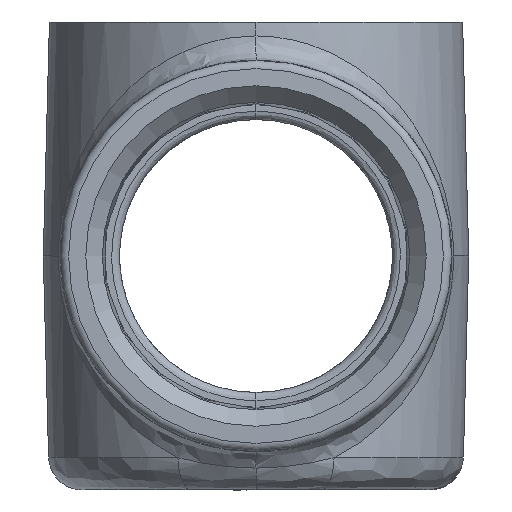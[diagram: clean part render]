
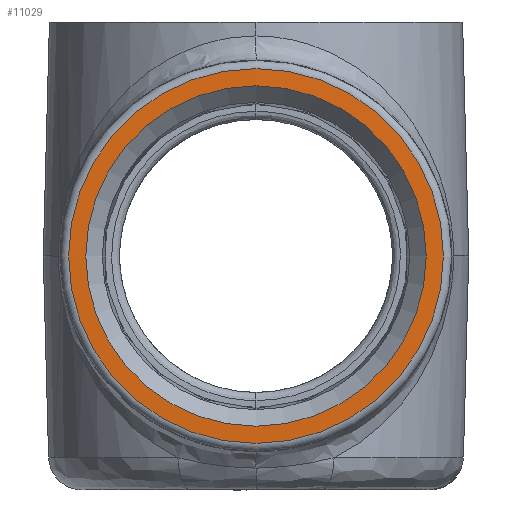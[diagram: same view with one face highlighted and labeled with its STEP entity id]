
A CAD part, left-side view. The second image highlights one B-rep face of the part: STEP entity #11029.
In plain terms, the highlighted conical face has half-angle 88.5 degrees and reference radius 36.513 mm.
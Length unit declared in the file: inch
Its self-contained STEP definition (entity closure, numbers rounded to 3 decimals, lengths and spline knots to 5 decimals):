
#118=CONICAL_SURFACE('',#11905,1.4375,1.545);
#1355=FACE_OUTER_BOUND('',#2023,.T.);
#2023=EDGE_LOOP('',(#8347,#8348,#8349,#8350,#8351,#8352));
#2760=LINE('',#20403,#3581);
#3581=VECTOR('',#13286,1.4375);
#4450=CIRCLE('',#11898,1.37664);
#4455=CIRCLE('',#11903,1.37664);
#4456=CIRCLE('',#11906,1.25);
#4457=CIRCLE('',#11907,1.25);
#4877=VERTEX_POINT('',#20340);
#4878=VERTEX_POINT('',#20341);
#4886=VERTEX_POINT('',#20399);
#4887=VERTEX_POINT('',#20400);
#6171=EDGE_CURVE('',#4877,#4878,#4450,.T.);
#6176=EDGE_CURVE('',#4878,#4877,#4455,.T.);
#6182=EDGE_CURVE('',#4886,#4887,#4456,.T.);
#6183=EDGE_CURVE('',#4887,#4886,#4457,.T.);
#6184=EDGE_CURVE('',#4886,#4878,#2760,.T.);
#8347=ORIENTED_EDGE('',*,*,#6182,.T.);
#8348=ORIENTED_EDGE('',*,*,#6183,.T.);
#8349=ORIENTED_EDGE('',*,*,#6184,.T.);
#8350=ORIENTED_EDGE('',*,*,#6171,.F.);
#8351=ORIENTED_EDGE('',*,*,#6176,.F.);
#8352=ORIENTED_EDGE('',*,*,#6184,.F.);
#11029=ADVANCED_FACE('',(#1355),#118,.T.);
#11898=AXIS2_PLACEMENT_3D('',#20342,#13265,#13266);
#11903=AXIS2_PLACEMENT_3D('',#20350,#13275,#13276);
#11905=AXIS2_PLACEMENT_3D('',#20398,#13280,#13281);
#11906=AXIS2_PLACEMENT_3D('',#20401,#13282,#13283);
#11907=AXIS2_PLACEMENT_3D('',#20402,#13284,#13285);
#13265=DIRECTION('center_axis',(1.,0.,0.));
#13266=DIRECTION('ref_axis',(0.,0.,-1.));
#13275=DIRECTION('center_axis',(1.,0.,0.));
#13276=DIRECTION('ref_axis',(0.,0.,-1.));
#13280=DIRECTION('center_axis',(1.,0.,0.));
#13281=DIRECTION('ref_axis',(0.,0.,1.));
#13282=DIRECTION('center_axis',(1.,0.,0.));
#13283=DIRECTION('ref_axis',(0.,0.,1.));
#13284=DIRECTION('center_axis',(1.,0.,0.));
#13285=DIRECTION('ref_axis',(0.,0.,1.));
#13286=DIRECTION('',(0.026,0.,-1.));
#20340=CARTESIAN_POINT('',(-9.18419,0.,1.37664));
#20341=CARTESIAN_POINT('',(-9.18419,0.,-1.37664));
#20342=CARTESIAN_POINT('Origin',(-9.18419,0.,
0.));
#20350=CARTESIAN_POINT('Origin',(-9.18419,0.,
0.));
#20398=CARTESIAN_POINT('Origin',(-9.1826,0.,0.));
#20399=CARTESIAN_POINT('',(-9.18751,0.,-1.25));
#20400=CARTESIAN_POINT('',(-9.18751,0.,1.25));
#20401=CARTESIAN_POINT('Origin',(-9.18751,0.,0.));
#20402=CARTESIAN_POINT('Origin',(-9.18751,0.,0.));
#20403=CARTESIAN_POINT('',(-9.1826,0.,-1.4375));
